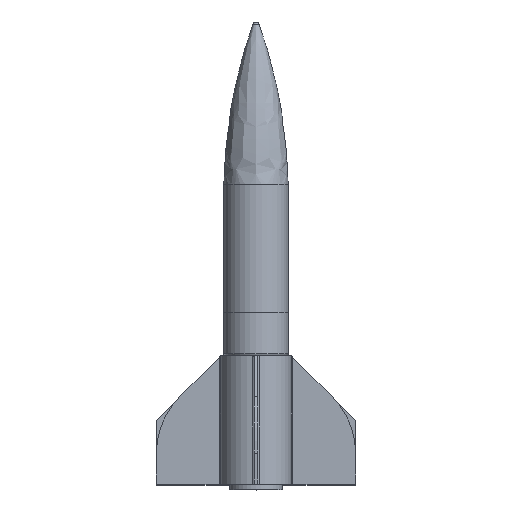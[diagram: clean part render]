
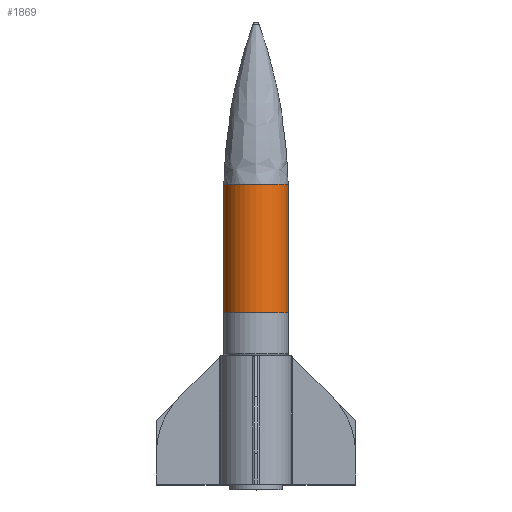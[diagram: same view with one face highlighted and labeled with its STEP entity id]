
A CAD part, top view. The second image highlights one B-rep face of the part: STEP entity #1869.
In plain terms, the highlighted cylindrical face has radius 38.1 mm (diameter 76.2 mm), a full revolution.
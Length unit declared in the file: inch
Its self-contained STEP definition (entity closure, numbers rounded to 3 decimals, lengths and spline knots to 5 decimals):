
#175=FACE_OUTER_BOUND('',#293,.T.);
#293=EDGE_LOOP('',(#1468,#1469,#1470,#1471));
#435=LINE('',#3125,#583);
#583=VECTOR('',#2468,1.5);
#720=CIRCLE('',#2065,1.5);
#721=CIRCLE('',#2066,1.5);
#858=VERTEX_POINT('',#3122);
#859=VERTEX_POINT('',#3124);
#1079=EDGE_CURVE('',#858,#858,#720,.T.);
#1080=EDGE_CURVE('',#858,#859,#435,.T.);
#1081=EDGE_CURVE('',#859,#859,#721,.T.);
#1468=ORIENTED_EDGE('',*,*,#1079,.F.);
#1469=ORIENTED_EDGE('',*,*,#1080,.T.);
#1470=ORIENTED_EDGE('',*,*,#1081,.T.);
#1471=ORIENTED_EDGE('',*,*,#1080,.F.);
#1796=CYLINDRICAL_SURFACE('',#2064,1.5);
#1869=ADVANCED_FACE('',(#175),#1796,.T.);
#2064=AXIS2_PLACEMENT_3D('',#3121,#2464,#2465);
#2065=AXIS2_PLACEMENT_3D('',#3123,#2466,#2467);
#2066=AXIS2_PLACEMENT_3D('',#3126,#2469,#2470);
#2464=DIRECTION('center_axis',(0.,1.,0.));
#2465=DIRECTION('ref_axis',(-1.,0.,0.));
#2466=DIRECTION('center_axis',(0.,1.,0.));
#2467=DIRECTION('ref_axis',(-1.,0.,0.));
#2468=DIRECTION('',(0.,-1.,0.));
#2469=DIRECTION('center_axis',(0.,1.,0.));
#2470=DIRECTION('ref_axis',(-1.,0.,0.));
#3121=CARTESIAN_POINT('Origin',(0.,8.,0.));
#3122=CARTESIAN_POINT('',(1.5,14.,0.));
#3123=CARTESIAN_POINT('Origin',(0.,14.,0.));
#3124=CARTESIAN_POINT('',(1.5,8.,0.));
#3125=CARTESIAN_POINT('',(1.5,8.,0.));
#3126=CARTESIAN_POINT('Origin',(0.,8.,0.));
